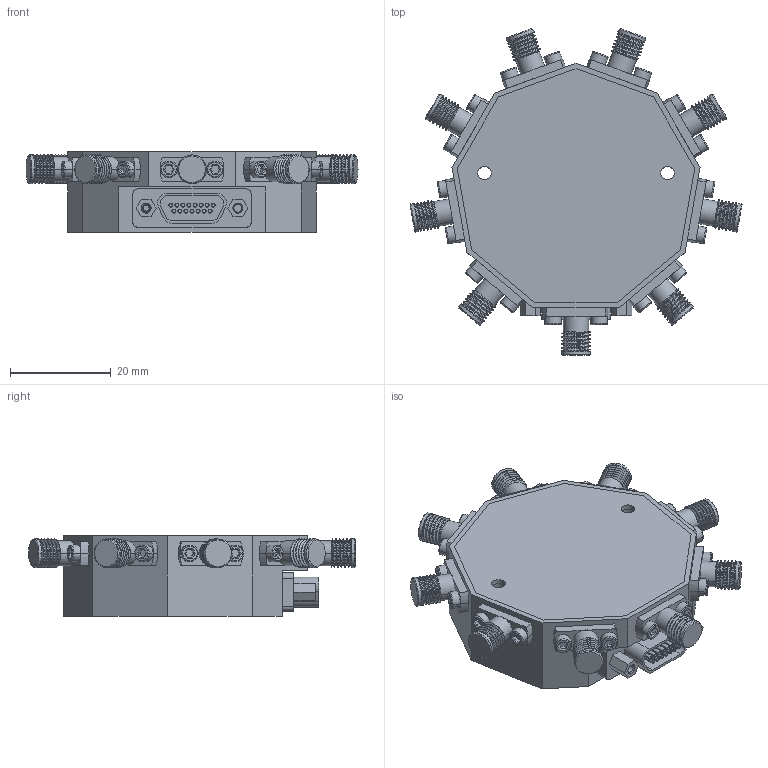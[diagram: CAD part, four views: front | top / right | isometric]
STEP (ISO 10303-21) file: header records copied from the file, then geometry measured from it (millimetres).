
FILE_DESCRIPTION (( 'STEP AP214' ), '1' );
FILE_NAME ('K8-AC-Z3 Rev 1.0, CTRLD.stp', '2024-07-15T18:23:38', ( '' ), ( '' ), 'SwSTEP 2.0', 'SolidWorks 2021', '' );
FILE_SCHEMA (( 'AUTOMOTIVE_DESIGN' ));
Length unit declared in the file: millimetre
Products named in the file (1): K8-AC-Z3 Rev 1.0, CTRLD
Bounding box: 65.9 x 64.9 x 16 mm (x, y, z)
Volume: 31364.9 mm3; surface area: 15677.5 mm2
Topology: 12 solids, 12 shells, 1953 faces, 4368 edges, 2550 vertices
Faces by surface type: bspline 990, plane 489, cylinder 378, cone 60, torus 36
Entity records: 54366 total; most frequent: CARTESIAN_POINT 20698, ORIENTED_EDGE 8736, DIRECTION 4556, EDGE_CURVE 4368, VERTEX_POINT 2550, EDGE_LOOP 2072, ADVANCED_FACE 1953, FACE_OUTER_BOUND 1953
